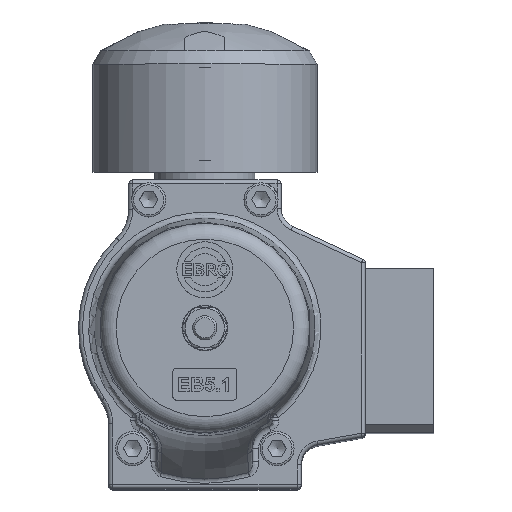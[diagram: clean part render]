
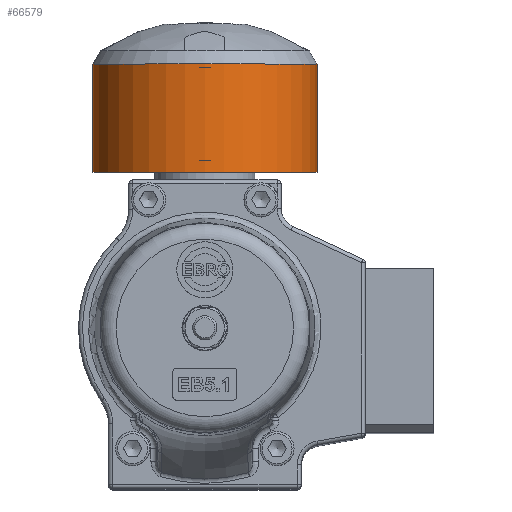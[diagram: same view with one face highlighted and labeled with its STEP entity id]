
A CAD part, top view. The second image highlights one B-rep face of the part: STEP entity #66579.
In plain terms, the highlighted cylindrical face has radius 28 mm (diameter 56 mm), a full revolution.
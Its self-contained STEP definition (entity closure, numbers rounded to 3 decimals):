
#2066=B_SPLINE_CURVE_WITH_KNOTS('',3,(#103198,#103199,#103200,#103201,#103202,
#103203,#103204,#103205,#103206,#103207,#103208,#103209,#103210,#103211,
#103212,#103213,#103214,#103215,#103216,#103217,#103218,#103219,#103220,
#103221,#103222,#103223,#103224,#103225,#103226,#103227,#103228,#103229,
#103230,#103231),.UNSPECIFIED.,.T.,.F.,(4,2,2,2,2,2,2,2,2,2,2,2,2,2,2,2,
4),(0.,0.104,0.207,0.311,0.415,
0.518,0.622,0.726,0.829,
0.933,1.037,1.14,1.244,1.348,
1.451,1.555,1.659),.UNSPECIFIED.);
#11273=CYLINDRICAL_SURFACE('',#71155,28.);
#12569=FACE_BOUND('',#17871,.T.);
#12570=FACE_BOUND('',#17872,.T.);
#13605=FACE_OUTER_BOUND('',#17870,.T.);
#17870=EDGE_LOOP('',(#43894));
#17871=EDGE_LOOP('',(#43895));
#17872=EDGE_LOOP('',(#43896));
#22474=CIRCLE('',#71156,28.);
#22475=CIRCLE('',#71157,28.);
#26711=VERTEX_POINT('',#103197);
#26821=VERTEX_POINT('',#103660);
#26822=VERTEX_POINT('',#103662);
#32970=EDGE_CURVE('',#26711,#26711,#2066,.T.);
#33187=EDGE_CURVE('',#26821,#26821,#22474,.T.);
#33188=EDGE_CURVE('',#26822,#26822,#22475,.T.);
#43894=ORIENTED_EDGE('',*,*,#33187,.T.);
#43895=ORIENTED_EDGE('',*,*,#32970,.T.);
#43896=ORIENTED_EDGE('',*,*,#33188,.F.);
#66579=ADVANCED_FACE('',(#13605,#12569,#12570),#11273,.T.);
#71155=AXIS2_PLACEMENT_3D('',#103659,#80587,#80588);
#71156=AXIS2_PLACEMENT_3D('',#103661,#80589,#80590);
#71157=AXIS2_PLACEMENT_3D('',#103663,#80591,#80592);
#80587=DIRECTION('center_axis',(0.,-1.,0.));
#80588=DIRECTION('ref_axis',(0.,0.,
1.));
#80589=DIRECTION('center_axis',(0.,-1.,0.));
#80590=DIRECTION('ref_axis',(0.924,0.,-0.383));
#80591=DIRECTION('center_axis',(0.,-1.,0.));
#80592=DIRECTION('ref_axis',(0.,0.,
1.));
#103197=CARTESIAN_POINT('',(-62.34,39.379,39.585));
#103198=CARTESIAN_POINT('Ctrl Pts',(-62.34,39.379,
39.585));
#103199=CARTESIAN_POINT('Ctrl Pts',(-62.34,39.724,
39.585));
#103200=CARTESIAN_POINT('Ctrl Pts',(-62.384,40.093,
39.531));
#103201=CARTESIAN_POINT('Ctrl Pts',(-62.564,40.77,
39.315));
#103202=CARTESIAN_POINT('Ctrl Pts',(-62.701,41.079,
39.152));
#103203=CARTESIAN_POINT('Ctrl Pts',(-63.022,41.567,38.783));
#103204=CARTESIAN_POINT('Ctrl Pts',(-63.228,41.779,
38.552));
#103205=CARTESIAN_POINT('Ctrl Pts',(-63.689,42.059,
38.055));
#103206=CARTESIAN_POINT('Ctrl Pts',(-63.945,42.129,
37.789));
#103207=CARTESIAN_POINT('Ctrl Pts',(-64.433,42.129,
37.3));
#103208=CARTESIAN_POINT('Ctrl Pts',(-64.699,42.059,
37.045));
#103209=CARTESIAN_POINT('Ctrl Pts',(-65.196,41.779,
36.584));
#103210=CARTESIAN_POINT('Ctrl Pts',(-65.427,41.567,36.378));
#103211=CARTESIAN_POINT('Ctrl Pts',(-65.796,41.079,
36.057));
#103212=CARTESIAN_POINT('Ctrl Pts',(-65.959,40.77,
35.92));
#103213=CARTESIAN_POINT('Ctrl Pts',(-66.175,40.093,35.74));
#103214=CARTESIAN_POINT('Ctrl Pts',(-66.229,39.724,
35.696));
#103215=CARTESIAN_POINT('Ctrl Pts',(-66.229,39.033,
35.696));
#103216=CARTESIAN_POINT('Ctrl Pts',(-66.175,38.665,35.74));
#103217=CARTESIAN_POINT('Ctrl Pts',(-65.959,37.987,
35.92));
#103218=CARTESIAN_POINT('Ctrl Pts',(-65.796,37.678,36.057));
#103219=CARTESIAN_POINT('Ctrl Pts',(-65.427,37.19,
36.378));
#103220=CARTESIAN_POINT('Ctrl Pts',(-65.196,36.978,
36.584));
#103221=CARTESIAN_POINT('Ctrl Pts',(-64.699,36.698,
37.045));
#103222=CARTESIAN_POINT('Ctrl Pts',(-64.433,36.629,
37.3));
#103223=CARTESIAN_POINT('Ctrl Pts',(-63.945,36.629,
37.789));
#103224=CARTESIAN_POINT('Ctrl Pts',(-63.689,36.698,
38.055));
#103225=CARTESIAN_POINT('Ctrl Pts',(-63.228,36.978,38.552));
#103226=CARTESIAN_POINT('Ctrl Pts',(-63.022,37.19,38.783));
#103227=CARTESIAN_POINT('Ctrl Pts',(-62.701,37.678,39.152));
#103228=CARTESIAN_POINT('Ctrl Pts',(-62.564,37.987,
39.315));
#103229=CARTESIAN_POINT('Ctrl Pts',(-62.384,38.665,
39.531));
#103230=CARTESIAN_POINT('Ctrl Pts',(-62.34,39.033,
39.585));
#103231=CARTESIAN_POINT('Ctrl Pts',(-62.34,39.379,
39.585));
#103659=CARTESIAN_POINT('Origin',(-83.988,32.879,57.344));
#103660=CARTESIAN_POINT('',(-56.438,45.379,62.344));
#103661=CARTESIAN_POINT('Origin',(-83.988,45.379,57.344));
#103662=CARTESIAN_POINT('',(-83.988,18.379,85.344));
#103663=CARTESIAN_POINT('Origin',(-83.988,18.379,57.344));
